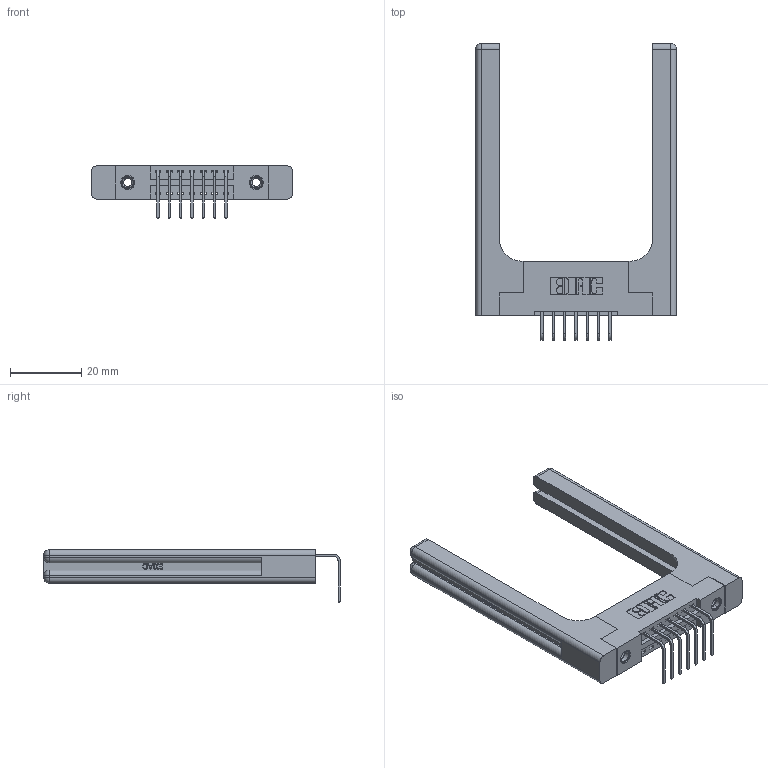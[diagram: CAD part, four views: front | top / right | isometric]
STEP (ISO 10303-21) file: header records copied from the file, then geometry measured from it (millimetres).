
FILE_DESCRIPTION (( 'STEP AP203' ), '1' );
FILE_NAME ('396-007-558-158.STEP', '2019-11-01T05:14:31', ( '' ), ( '' ), 'SwSTEP 2.0', 'SolidWorks 2016', '' );
FILE_SCHEMA (( 'CONFIG_CONTROL_DESIGN' ));
Length unit declared in the file: inch
Products named in the file (5): 346 Part_Flush Mounting Lugs - 0.156 Dia-TH; 345-292-001_558 Tail - 2; 345-250-001_345-250-001-102; 346-220-058_345-220-058; 396-007-558-158
Assembly tree (12 placements, depth 2):
  396-007-558-158
    346 Part_Flush Mounting Lugs - 0.156 Dia-TH
    345-292-001_558 Tail - 2  x7
    345-250-001_345-250-001-102  x2
    346-220-058_345-220-058  x2
Bounding box: 56.29 x 83.12 x 14.73 mm (x, y, z)
Volume: 12688.4 mm3; surface area: 11392.9 mm2
Topology: 12 solids, 12 shells, 798 faces, 2269 edges, 1482 vertices
Faces by surface type: plane 518, cylinder 220, bspline 36, cone 12, sphere 8, torus 4
Entity records: 14322 total; most frequent: CARTESIAN_POINT 3446, ORIENTED_EDGE 2184, DIRECTION 2014, EDGE_CURVE 1092, LINE 840, VECTOR 840, VERTEX_POINT 718, AXIS2_PLACEMENT_3D 587
